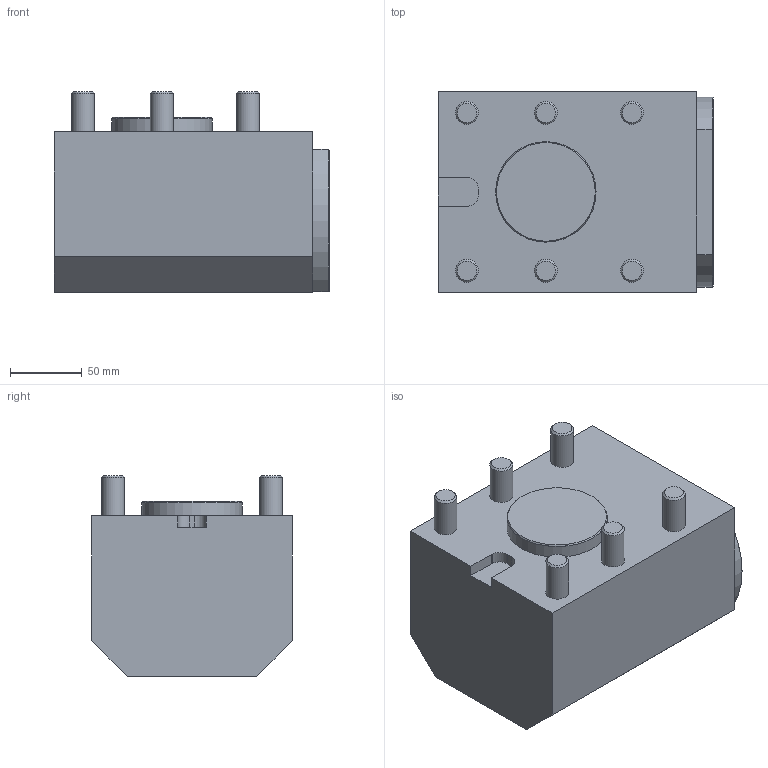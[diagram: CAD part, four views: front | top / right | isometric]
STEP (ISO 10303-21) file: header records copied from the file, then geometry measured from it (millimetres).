
FILE_DESCRIPTION(/* description */ (''),/* implementation_level */ '2;1');
FILE_NAME(/* name */ '1597319578431.stp',/* time_stamp */ '2020-08-13T13:53:06+02:00',/* author */ (''),/* organization */ ('SMS'),/* preprocessor_version */ 'ST-DEVELOPER v16.7',/* originating_system */ 'SIEMENS PLM Software NX 12.0',/* authorisation */ '');
FILE_SCHEMA (('AUTOMOTIVE_DESIGN { 1 0 10303 214 3 1 1 1 }'));
Length unit declared in the file: millimetre
Products named in the file (1): 201600298mod000_01
Bounding box: 192 x 140 x 140 mm (x, y, z)
Volume: 2808154 mm3; surface area: 138847.6 mm2
Topology: 1 solids, 1 shells, 58 faces, 131 edges, 89 vertices
Faces by surface type: plane 27, cone 16, cylinder 15
Full cylindrical faces by diameter (mm): 5 x1, 16 x6, 70 x1, 80 x1
Entity records: 1605 total; most frequent: CARTESIAN_POINT 318, DIRECTION 276, ORIENTED_EDGE 212, AXIS2_PLACEMENT_3D 113, EDGE_CURVE 106, EDGE_LOOP 86, VERTEX_POINT 78, ADVANCED_FACE 58
